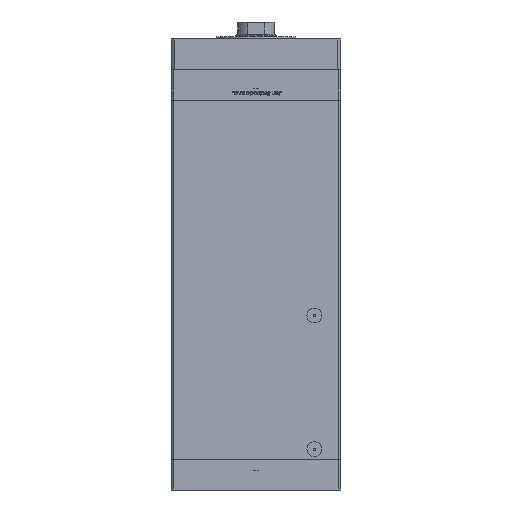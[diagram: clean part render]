
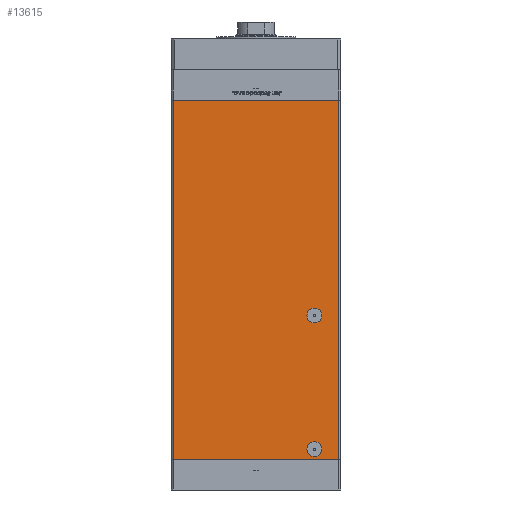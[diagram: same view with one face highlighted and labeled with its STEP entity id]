
A CAD part, front view. The second image highlights one B-rep face of the part: STEP entity #13615.
In plain terms, the highlighted planar face has unit normal (0, -1, 0).
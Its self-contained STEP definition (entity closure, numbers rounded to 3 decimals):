
#525 = FACE_BOUND ( 'NONE', #5651, .T. ) ;
#783 = PLANE ( 'NONE',  #22651 ) ;
#2279 = EDGE_CURVE ( 'NONE', #17009, #4004, #49629, .T. ) ;
#3316 = CARTESIAN_POINT ( 'NONE',  ( 73., -62.5, 317. ) ) ;
#4004 = VERTEX_POINT ( 'NONE', #3316 ) ;
#5651 = EDGE_LOOP ( 'NONE', ( #14927, #18631 ) ) ;
#5676 = LINE ( 'NONE', #5938, #27031 ) ;
#5938 = CARTESIAN_POINT ( 'NONE',  ( 73., -62.5, 317. ) ) ;
#7418 = DIRECTION ( 'NONE',  ( 0., -1., 0. ) ) ;
#7688 = CARTESIAN_POINT ( 'NONE',  ( -73., -62.5, 317. ) ) ;
#7764 = DIRECTION ( 'NONE',  ( 0., 0., -1. ) ) ;
#8213 = CARTESIAN_POINT ( 'NONE',  ( 51.5, -62.5, 9. ) ) ;
#8464 = DIRECTION ( 'NONE',  ( 1., 0., 0. ) ) ;
#8790 = CIRCLE ( 'NONE', #49549, 6.58 ) ;
#8810 = ORIENTED_EDGE ( 'NONE', *, *, #37482, .T. ) ;
#10059 = CARTESIAN_POINT ( 'NONE',  ( -73., -62.5, 0. ) ) ;
#11547 = LINE ( 'NONE', #44561, #49410 ) ;
#12772 = ORIENTED_EDGE ( 'NONE', *, *, #2279, .F. ) ;
#13054 = DIRECTION ( 'NONE',  ( 0., -1., 0. ) ) ;
#13215 = EDGE_CURVE ( 'NONE', #25148, #15682, #26074, .T. ) ;
#13615 = ADVANCED_FACE ( 'NONE', ( #525, #41164, #17065 ), #783, .F. ) ;
#14884 = AXIS2_PLACEMENT_3D ( 'NONE', #8213, #7418, #40706 ) ;
#14927 = ORIENTED_EDGE ( 'NONE', *, *, #13215, .F. ) ;
#15682 = VERTEX_POINT ( 'NONE', #25181 ) ;
#15874 = EDGE_CURVE ( 'NONE', #4004, #20259, #5676, .T. ) ;
#16655 = CARTESIAN_POINT ( 'NONE',  ( 51.5, -62.5, 127. ) ) ;
#17009 = VERTEX_POINT ( 'NONE', #40704 ) ;
#17065 = FACE_BOUND ( 'NONE', #40451, .T. ) ;
#17817 = EDGE_CURVE ( 'NONE', #15682, #25148, #8790, .T. ) ;
#18631 = ORIENTED_EDGE ( 'NONE', *, *, #17817, .F. ) ;
#18830 = ORIENTED_EDGE ( 'NONE', *, *, #15874, .F. ) ;
#20259 = VERTEX_POINT ( 'NONE', #20658 ) ;
#20658 = CARTESIAN_POINT ( 'NONE',  ( 73., -62.5, 0. ) ) ;
#21594 = DIRECTION ( 'NONE',  ( 0., 1., 0. ) ) ;
#22458 = DIRECTION ( 'NONE',  ( 0., 0., -1. ) ) ;
#22651 = AXIS2_PLACEMENT_3D ( 'NONE', #25436, #50604, #29747 ) ;
#24805 = CIRCLE ( 'NONE', #26480, 6.58 ) ;
#24810 = CARTESIAN_POINT ( 'NONE',  ( -73., -62.5, 317. ) ) ;
#25148 = VERTEX_POINT ( 'NONE', #32604 ) ;
#25181 = CARTESIAN_POINT ( 'NONE',  ( 51.5, -62.5, 15.58 ) ) ;
#25436 = CARTESIAN_POINT ( 'NONE',  ( -73., -62.5, 317. ) ) ;
#25907 = DIRECTION ( 'NONE',  ( 0., 0., -1. ) ) ;
#26074 = CIRCLE ( 'NONE', #14884, 6.58 ) ;
#26480 = AXIS2_PLACEMENT_3D ( 'NONE', #16655, #29072, #48850 ) ;
#27031 = VECTOR ( 'NONE', #22458, 1000. ) ;
#28000 = CARTESIAN_POINT ( 'NONE',  ( 51.5, -62.5, 120.42 ) ) ;
#28858 = LINE ( 'NONE', #24810, #34324 ) ;
#29072 = DIRECTION ( 'NONE',  ( 0., 1., 0. ) ) ;
#29473 = CIRCLE ( 'NONE', #47645, 6.58 ) ;
#29747 = DIRECTION ( 'NONE',  ( 0., 0., 1. ) ) ;
#30892 = ORIENTED_EDGE ( 'NONE', *, *, #53282, .T. ) ;
#31635 = EDGE_CURVE ( 'NONE', #52566, #43523, #24805, .T. ) ;
#32604 = CARTESIAN_POINT ( 'NONE',  ( 51.5, -62.5, 2.42 ) ) ;
#32849 = DIRECTION ( 'NONE',  ( 0., 0., -1. ) ) ;
#34324 = VECTOR ( 'NONE', #7764, 1000. ) ;
#37482 = EDGE_CURVE ( 'NONE', #17009, #52933, #28858, .T. ) ;
#37829 = CARTESIAN_POINT ( 'NONE',  ( 51.5, -62.5, 127. ) ) ;
#38828 = CARTESIAN_POINT ( 'NONE',  ( 51.5, -62.5, 133.58 ) ) ;
#39594 = ORIENTED_EDGE ( 'NONE', *, *, #31635, .T. ) ;
#40241 = DIRECTION ( 'NONE',  ( 1., 0., 0. ) ) ;
#40451 = EDGE_LOOP ( 'NONE', ( #30892, #39594 ) ) ;
#40689 = VECTOR ( 'NONE', #8464, 1000. ) ;
#40704 = CARTESIAN_POINT ( 'NONE',  ( -73., -62.5, 317. ) ) ;
#40706 = DIRECTION ( 'NONE',  ( 0., 0., -1. ) ) ;
#41164 = FACE_OUTER_BOUND ( 'NONE', #48447, .T. ) ;
#41658 = ORIENTED_EDGE ( 'NONE', *, *, #53486, .T. ) ;
#43523 = VERTEX_POINT ( 'NONE', #28000 ) ;
#44561 = CARTESIAN_POINT ( 'NONE',  ( -73., -62.5, 0. ) ) ;
#47645 = AXIS2_PLACEMENT_3D ( 'NONE', #37829, #21594, #25907 ) ;
#48447 = EDGE_LOOP ( 'NONE', ( #41658, #18830, #12772, #8810 ) ) ;
#48850 = DIRECTION ( 'NONE',  ( 0., 0., -1. ) ) ;
#49410 = VECTOR ( 'NONE', #40241, 1000. ) ;
#49549 = AXIS2_PLACEMENT_3D ( 'NONE', #50151, #13054, #32849 ) ;
#49629 = LINE ( 'NONE', #7688, #40689 ) ;
#50151 = CARTESIAN_POINT ( 'NONE',  ( 51.5, -62.5, 9. ) ) ;
#50604 = DIRECTION ( 'NONE',  ( 0., 1., 0. ) ) ;
#52566 = VERTEX_POINT ( 'NONE', #38828 ) ;
#52933 = VERTEX_POINT ( 'NONE', #10059 ) ;
#53282 = EDGE_CURVE ( 'NONE', #43523, #52566, #29473, .T. ) ;
#53486 = EDGE_CURVE ( 'NONE', #52933, #20259, #11547, .T. ) ;
